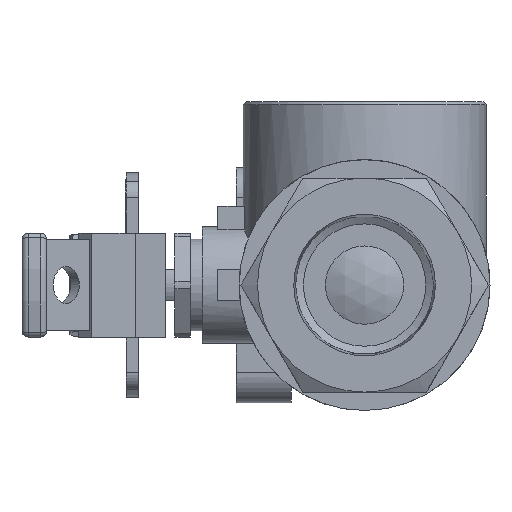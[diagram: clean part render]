
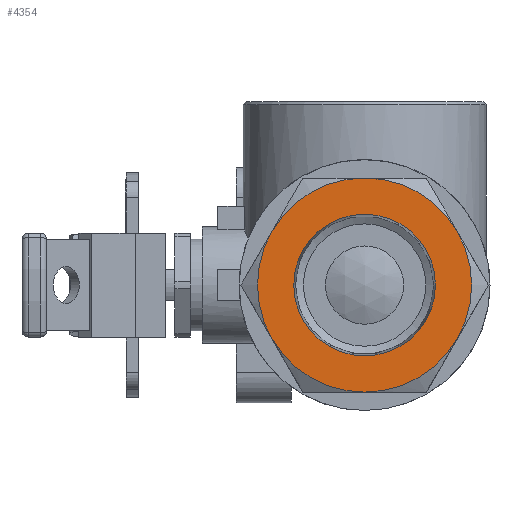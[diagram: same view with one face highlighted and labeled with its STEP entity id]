
A CAD part, left-side view. The second image highlights one B-rep face of the part: STEP entity #4354.
In plain terms, the highlighted planar face has unit normal (-1, 0, 0).
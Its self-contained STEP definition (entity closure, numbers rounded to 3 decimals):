
#952=PLANE('',#4772);
#1076=CIRCLE('',#4661,17.5);
#1083=CIRCLE('',#4672,11.581);
#1106=CIRCLE('',#4756,17.5);
#1107=CIRCLE('',#4758,17.5);
#1108=CIRCLE('',#4760,17.5);
#1109=CIRCLE('',#4762,17.5);
#1110=CIRCLE('',#4764,17.5);
#2255=ORIENTED_EDGE('',*,*,#2914,.F.);
#2256=ORIENTED_EDGE('',*,*,#2794,.F.);
#2257=ORIENTED_EDGE('',*,*,#2910,.F.);
#2258=ORIENTED_EDGE('',*,*,#2911,.F.);
#2259=ORIENTED_EDGE('',*,*,#2912,.F.);
#2260=ORIENTED_EDGE('',*,*,#2913,.F.);
#2261=ORIENTED_EDGE('',*,*,#2803,.T.);
#2794=EDGE_CURVE('',#3270,#3271,#1076,.T.);
#2803=EDGE_CURVE('',#3279,#3279,#1083,.T.);
#2910=EDGE_CURVE('',#3322,#3270,#1106,.T.);
#2911=EDGE_CURVE('',#3324,#3322,#1107,.T.);
#2912=EDGE_CURVE('',#3326,#3324,#1108,.T.);
#2913=EDGE_CURVE('',#3328,#3326,#1109,.T.);
#2914=EDGE_CURVE('',#3271,#3328,#1110,.T.);
#3270=VERTEX_POINT('',#7835);
#3271=VERTEX_POINT('',#7836);
#3279=VERTEX_POINT('',#7863);
#3322=VERTEX_POINT('',#8095);
#3324=VERTEX_POINT('',#8107);
#3326=VERTEX_POINT('',#8119);
#3328=VERTEX_POINT('',#8131);
#3738=EDGE_LOOP('',(#2255,#2256,#2257,#2258,#2259,#2260));
#3739=EDGE_LOOP('',(#2261));
#4055=FACE_BOUND('',#3738,.T.);
#4056=FACE_BOUND('',#3739,.T.);
#4354=ADVANCED_FACE('',(#4055,#4056),#952,.T.);
#4661=AXIS2_PLACEMENT_3D('',#7834,#5625,#5626);
#4672=AXIS2_PLACEMENT_3D('',#7862,#5647,#5648);
#4756=AXIS2_PLACEMENT_3D('',#8169,#5874,#5875);
#4758=AXIS2_PLACEMENT_3D('',#8171,#5878,#5879);
#4760=AXIS2_PLACEMENT_3D('',#8173,#5882,#5883);
#4762=AXIS2_PLACEMENT_3D('',#8175,#5886,#5887);
#4764=AXIS2_PLACEMENT_3D('',#8177,#5890,#5891);
#4772=AXIS2_PLACEMENT_3D('',#8215,#5924,#5925);
#5625=DIRECTION('',(1.,0.,0.));
#5626=DIRECTION('',(0.,1.,0.));
#5647=DIRECTION('',(1.,0.,0.));
#5648=DIRECTION('',(0.,-1.,0.));
#5874=DIRECTION('',(1.,0.,0.));
#5875=DIRECTION('',(0.,1.,0.));
#5878=DIRECTION('',(1.,0.,0.));
#5879=DIRECTION('',(0.,1.,0.));
#5882=DIRECTION('',(1.,0.,0.));
#5883=DIRECTION('',(0.,1.,0.));
#5886=DIRECTION('',(1.,0.,0.));
#5887=DIRECTION('',(0.,0.,-1.));
#5890=DIRECTION('',(1.,0.,0.));
#5891=DIRECTION('',(0.,1.,0.));
#5924=DIRECTION('',(-1.,0.,0.));
#5925=DIRECTION('',(0.,0.,1.));
#7834=CARTESIAN_POINT('',(-30.,0.,0.));
#7835=CARTESIAN_POINT('',(-30.,15.155,-8.75));
#7836=CARTESIAN_POINT('',(-30.,15.155,8.75));
#7862=CARTESIAN_POINT('',(-30.,0.,0.));
#7863=CARTESIAN_POINT('',(-30.,-11.581,0.));
#8095=CARTESIAN_POINT('',(-30.,0.,-17.5));
#8107=CARTESIAN_POINT('',(-30.,-15.155,-8.75));
#8119=CARTESIAN_POINT('',(-30.,-15.155,8.75));
#8131=CARTESIAN_POINT('',(-30.,0.,17.5));
#8169=CARTESIAN_POINT('',(-30.,0.,0.));
#8171=CARTESIAN_POINT('',(-30.,0.,0.));
#8173=CARTESIAN_POINT('',(-30.,0.,0.));
#8175=CARTESIAN_POINT('',(-30.,0.,0.));
#8177=CARTESIAN_POINT('',(-30.,0.,0.));
#8215=CARTESIAN_POINT('',(-30.,6.4,0.));
